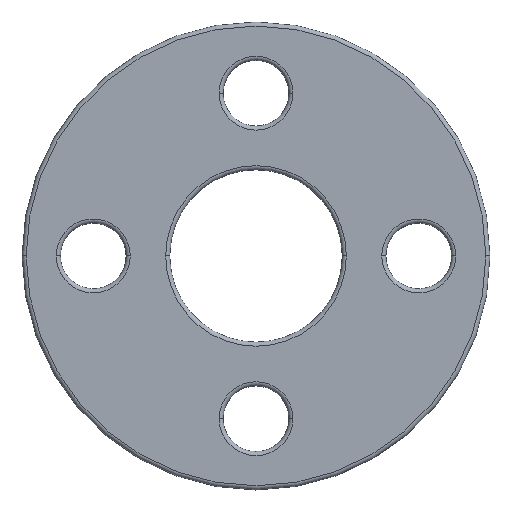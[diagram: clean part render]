
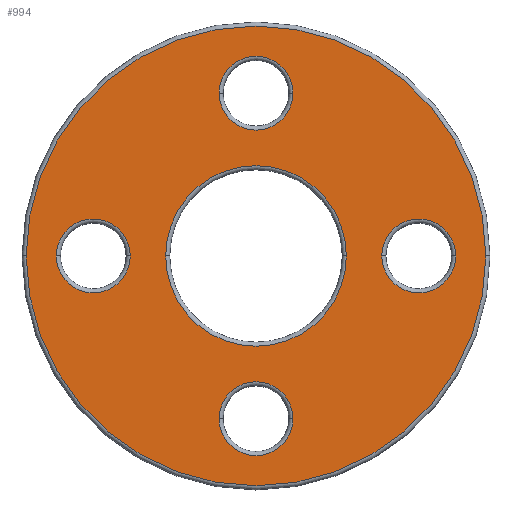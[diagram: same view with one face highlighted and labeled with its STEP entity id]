
A CAD part, top view. The second image highlights one B-rep face of the part: STEP entity #994.
In plain terms, the highlighted planar face has unit normal (0, 0, 1).
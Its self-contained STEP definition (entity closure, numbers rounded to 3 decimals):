
#8 = AXIS2_PLACEMENT_3D ( 'NONE', #762, #293, #836 ) ;
#45 = DIRECTION ( 'NONE',  ( 0., 0., -1. ) ) ;
#48 = CIRCLE ( 'NONE', #656, 9. ) ;
#63 = VERTEX_POINT ( 'NONE', #856 ) ;
#69 = DIRECTION ( 'NONE',  ( 1., 0., 0. ) ) ;
#73 = CARTESIAN_POINT ( 'NONE',  ( 39.65, 0., 16. ) ) ;
#77 = DIRECTION ( 'NONE',  ( 1., 0., 0. ) ) ;
#80 = CARTESIAN_POINT ( 'NONE',  ( -22., 0., 16. ) ) ;
#88 = EDGE_CURVE ( 'NONE', #527, #1133, #510, .T. ) ;
#113 = ORIENTED_EDGE ( 'NONE', *, *, #811, .T. ) ;
#135 = EDGE_LOOP ( 'NONE', ( #952, #157 ) ) ;
#157 = ORIENTED_EDGE ( 'NONE', *, *, #882, .T. ) ;
#164 = DIRECTION ( 'NONE',  ( 1., 0., 0. ) ) ;
#171 = ORIENTED_EDGE ( 'NONE', *, *, #1019, .T. ) ;
#192 = CARTESIAN_POINT ( 'NONE',  ( 0., 39.65, 16. ) ) ;
#219 = AXIS2_PLACEMENT_3D ( 'NONE', #569, #935, #301 ) ;
#228 = EDGE_CURVE ( 'NONE', #710, #595, #310, .T. ) ;
#239 = CARTESIAN_POINT ( 'NONE',  ( 0., 39.65, 16. ) ) ;
#253 = CARTESIAN_POINT ( 'NONE',  ( 22., 0., 16. ) ) ;
#257 = CIRCLE ( 'NONE', #998, 56. ) ;
#264 = ORIENTED_EDGE ( 'NONE', *, *, #810, .T. ) ;
#270 = CARTESIAN_POINT ( 'NONE',  ( -39.65, 0., 16. ) ) ;
#293 = DIRECTION ( 'NONE',  ( 0., 0., -1. ) ) ;
#301 = DIRECTION ( 'NONE',  ( 1., 0., 0. ) ) ;
#306 = FACE_BOUND ( 'NONE', #802, .T. ) ;
#310 = CIRCLE ( 'NONE', #622, 56. ) ;
#336 = DIRECTION ( 'NONE',  ( 0., 0., 1. ) ) ;
#346 = DIRECTION ( 'NONE',  ( 0., 0., 1. ) ) ;
#348 = EDGE_CURVE ( 'NONE', #912, #858, #458, .T. ) ;
#352 = CIRCLE ( 'NONE', #963, 9. ) ;
#362 = ORIENTED_EDGE ( 'NONE', *, *, #348, .T. ) ;
#364 = DIRECTION ( 'NONE',  ( 0., 0., -1. ) ) ;
#380 = CIRCLE ( 'NONE', #637, 9. ) ;
#389 = DIRECTION ( 'NONE',  ( 0., 0., -1. ) ) ;
#417 = EDGE_LOOP ( 'NONE', ( #113, #847 ) ) ;
#422 = VERTEX_POINT ( 'NONE', #80 ) ;
#426 = FACE_OUTER_BOUND ( 'NONE', #511, .T. ) ;
#434 = DIRECTION ( 'NONE',  ( 1., 0., 0. ) ) ;
#437 = DIRECTION ( 'NONE',  ( 0., 0., -1. ) ) ;
#457 = VERTEX_POINT ( 'NONE', #924 ) ;
#458 = CIRCLE ( 'NONE', #1091, 9. ) ;
#510 = CIRCLE ( 'NONE', #8, 9. ) ;
#511 = EDGE_LOOP ( 'NONE', ( #171, #806 ) ) ;
#513 = FACE_BOUND ( 'NONE', #135, .T. ) ;
#520 = FACE_BOUND ( 'NONE', #657, .T. ) ;
#526 = CARTESIAN_POINT ( 'NONE',  ( 0., -39.65, 16. ) ) ;
#527 = VERTEX_POINT ( 'NONE', #740 ) ;
#528 = DIRECTION ( 'NONE',  ( 1., 0., 0. ) ) ;
#536 = AXIS2_PLACEMENT_3D ( 'NONE', #1155, #336, #801 ) ;
#544 = ORIENTED_EDGE ( 'NONE', *, *, #88, .T. ) ;
#550 = DIRECTION ( 'NONE',  ( 1., 0., 0. ) ) ;
#554 = ORIENTED_EDGE ( 'NONE', *, *, #831, .T. ) ;
#569 = CARTESIAN_POINT ( 'NONE',  ( -39.65, 0., 16. ) ) ;
#573 = VERTEX_POINT ( 'NONE', #1085 ) ;
#574 = CIRCLE ( 'NONE', #751, 22. ) ;
#588 = CARTESIAN_POINT ( 'NONE',  ( 0., -39.65, 16. ) ) ;
#595 = VERTEX_POINT ( 'NONE', #1071 ) ;
#596 = DIRECTION ( 'NONE',  ( 1., 0., 0. ) ) ;
#602 = EDGE_CURVE ( 'NONE', #457, #573, #352, .T. ) ;
#616 = FACE_BOUND ( 'NONE', #739, .T. ) ;
#621 = AXIS2_PLACEMENT_3D ( 'NONE', #73, #437, #891 ) ;
#622 = AXIS2_PLACEMENT_3D ( 'NONE', #699, #1135, #69 ) ;
#637 = AXIS2_PLACEMENT_3D ( 'NONE', #588, #45, #859 ) ;
#656 = AXIS2_PLACEMENT_3D ( 'NONE', #526, #979, #164 ) ;
#657 = EDGE_LOOP ( 'NONE', ( #362, #554 ) ) ;
#665 = CARTESIAN_POINT ( 'NONE',  ( -9., -39.65, 16. ) ) ;
#687 = CARTESIAN_POINT ( 'NONE',  ( 9., 39.65, 16. ) ) ;
#691 = EDGE_CURVE ( 'NONE', #1038, #422, #890, .T. ) ;
#698 = CIRCLE ( 'NONE', #788, 9. ) ;
#699 = CARTESIAN_POINT ( 'NONE',  ( 0., 0., 16. ) ) ;
#710 = VERTEX_POINT ( 'NONE', #741 ) ;
#739 = EDGE_LOOP ( 'NONE', ( #1069, #264 ) ) ;
#740 = CARTESIAN_POINT ( 'NONE',  ( 48.65, 0., 16. ) ) ;
#741 = CARTESIAN_POINT ( 'NONE',  ( -56., 0., 16. ) ) ;
#742 = CARTESIAN_POINT ( 'NONE',  ( 30.65, 0., 16. ) ) ;
#751 = AXIS2_PLACEMENT_3D ( 'NONE', #1113, #389, #760 ) ;
#760 = DIRECTION ( 'NONE',  ( 1., 0., 0. ) ) ;
#762 = CARTESIAN_POINT ( 'NONE',  ( 39.65, 0., 16. ) ) ;
#777 = DIRECTION ( 'NONE',  ( 0., 0., -1. ) ) ;
#782 = CARTESIAN_POINT ( 'NONE',  ( -9., 39.65, 16. ) ) ;
#788 = AXIS2_PLACEMENT_3D ( 'NONE', #239, #777, #596 ) ;
#801 = DIRECTION ( 'NONE',  ( 1., 0., 0. ) ) ;
#802 = EDGE_LOOP ( 'NONE', ( #544, #990 ) ) ;
#806 = ORIENTED_EDGE ( 'NONE', *, *, #228, .T. ) ;
#810 = EDGE_CURVE ( 'NONE', #422, #1038, #574, .T. ) ;
#811 = EDGE_CURVE ( 'NONE', #573, #457, #823, .T. ) ;
#823 = CIRCLE ( 'NONE', #219, 9. ) ;
#831 = EDGE_CURVE ( 'NONE', #858, #912, #698, .T. ) ;
#836 = DIRECTION ( 'NONE',  ( 1., 0., 0. ) ) ;
#847 = ORIENTED_EDGE ( 'NONE', *, *, #602, .T. ) ;
#848 = DIRECTION ( 'NONE',  ( 0., 0., -1. ) ) ;
#856 = CARTESIAN_POINT ( 'NONE',  ( 9., -39.65, 16. ) ) ;
#858 = VERTEX_POINT ( 'NONE', #782 ) ;
#859 = DIRECTION ( 'NONE',  ( 1., 0., 0. ) ) ;
#882 = EDGE_CURVE ( 'NONE', #1127, #63, #380, .T. ) ;
#884 = PLANE ( 'NONE',  #536 ) ;
#890 = CIRCLE ( 'NONE', #944, 22. ) ;
#891 = DIRECTION ( 'NONE',  ( 1., 0., 0. ) ) ;
#912 = VERTEX_POINT ( 'NONE', #687 ) ;
#924 = CARTESIAN_POINT ( 'NONE',  ( -48.65, 0., 16. ) ) ;
#935 = DIRECTION ( 'NONE',  ( 0., 0., -1. ) ) ;
#944 = AXIS2_PLACEMENT_3D ( 'NONE', #1118, #848, #550 ) ;
#952 = ORIENTED_EDGE ( 'NONE', *, *, #1039, .T. ) ;
#963 = AXIS2_PLACEMENT_3D ( 'NONE', #270, #1077, #434 ) ;
#979 = DIRECTION ( 'NONE',  ( 0., 0., -1. ) ) ;
#990 = ORIENTED_EDGE ( 'NONE', *, *, #1006, .T. ) ;
#994 = ADVANCED_FACE ( 'NONE', ( #1122, #306, #616, #426, #520, #513 ), #884, .T. ) ;
#998 = AXIS2_PLACEMENT_3D ( 'NONE', #1165, #346, #77 ) ;
#1006 = EDGE_CURVE ( 'NONE', #1133, #527, #1125, .T. ) ;
#1019 = EDGE_CURVE ( 'NONE', #595, #710, #257, .T. ) ;
#1038 = VERTEX_POINT ( 'NONE', #253 ) ;
#1039 = EDGE_CURVE ( 'NONE', #63, #1127, #48, .T. ) ;
#1069 = ORIENTED_EDGE ( 'NONE', *, *, #691, .T. ) ;
#1071 = CARTESIAN_POINT ( 'NONE',  ( 56., 0., 16. ) ) ;
#1077 = DIRECTION ( 'NONE',  ( 0., 0., -1. ) ) ;
#1085 = CARTESIAN_POINT ( 'NONE',  ( -30.65, 0., 16. ) ) ;
#1091 = AXIS2_PLACEMENT_3D ( 'NONE', #192, #364, #528 ) ;
#1113 = CARTESIAN_POINT ( 'NONE',  ( 0., 0., 16. ) ) ;
#1118 = CARTESIAN_POINT ( 'NONE',  ( 0., 0., 16. ) ) ;
#1122 = FACE_BOUND ( 'NONE', #417, .T. ) ;
#1125 = CIRCLE ( 'NONE', #621, 9. ) ;
#1127 = VERTEX_POINT ( 'NONE', #665 ) ;
#1133 = VERTEX_POINT ( 'NONE', #742 ) ;
#1135 = DIRECTION ( 'NONE',  ( 0., 0., 1. ) ) ;
#1155 = CARTESIAN_POINT ( 'NONE',  ( 0., 0., 16. ) ) ;
#1165 = CARTESIAN_POINT ( 'NONE',  ( 0., 0., 16. ) ) ;
